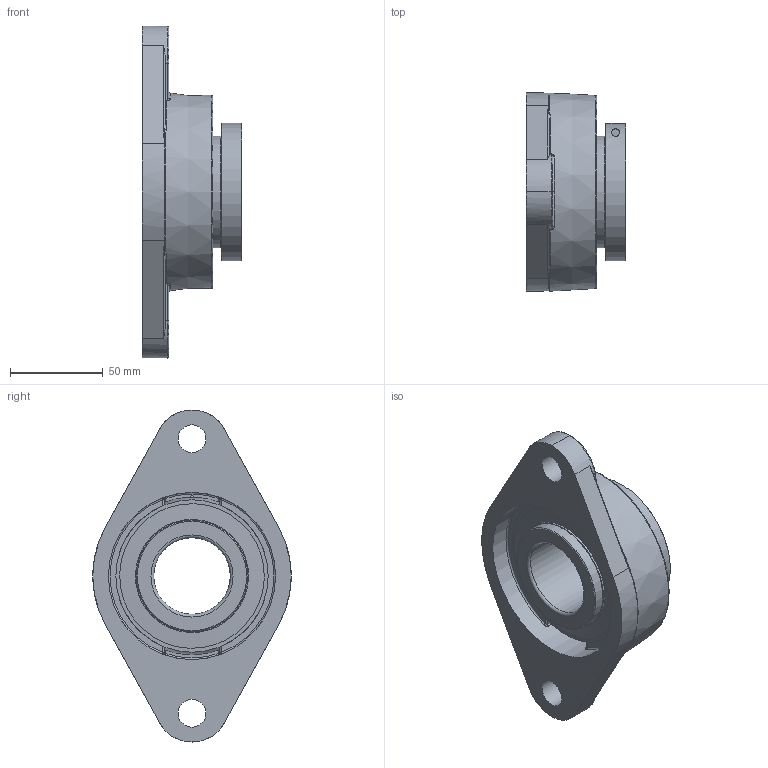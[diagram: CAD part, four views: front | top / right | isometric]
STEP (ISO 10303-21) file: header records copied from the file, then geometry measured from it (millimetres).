
FILE_DESCRIPTION(('HOOPS Exchange Step'),'2;1');
FILE_NAME('export-09E40136-A49B-4C14-9A32-1BC2013AC36A.stp','2020-05-28T12:02:30-07:00',('dkerr'),('Alibre'),'HOOPS Exchange 2020.0','Alibre','Unknown authorisation');
FILE_SCHEMA( ('AP242_MANAGED_MODEL_BASED_3D_ENGINEERING_MIM_LF {1 0 10303 442 1 1 4 }') );
Length unit declared in the file: inch
Products named in the file (8): MRN SFTM L4L 209; MRN SUE 209-26 L4L (1.625) (Race); MRN SUE 209 L4L (Ball); MRN SUE 209 L4L (Lock Ring); MRN SUE 209 L4L (Shield); MRN SUE 209 L4L (Bolt); MRN SUE 209-26 L4L (1.625); MRN SUESFTM 209-26 L4L (1.625inch)
Assembly tree (8 placements, depth 3):
  MRN SUESFTM 209-26 L4L (1.625inch)
    MRN SFTM L4L 209
    MRN SUE 209-26 L4L (1.625)
      MRN SUE 209-26 L4L (1.625) (Race)
      MRN SUE 209 L4L (Ball)
      MRN SUE 209 L4L (Lock Ring)
      MRN SUE 209 L4L (Shield)  x2
      MRN SUE 209 L4L (Bolt)
Bounding box: 53.7 x 107 x 179 mm (x, y, z)
Volume: 268513.4 mm3; surface area: 94223.6 mm2
Topology: 16 solids, 16 shells, 244 faces, 677 edges, 442 vertices
Faces by surface type: plane 73, cylinder 63, bspline 34, cone 31, torus 27, sphere 16
Full cylindrical faces by diameter (mm): 4.134 x1, 4.137 x1, 5.8 x1, 8.5 x1, 15 x2, 41.275 x1, 60 x4, 61.016 x2, 76 x2, 78 x2, 88.104 x1, 90.104 x1, 95.22 x1
Entity records: 15165 total; most frequent: CARTESIAN_POINT 9128, ORIENTED_EDGE 1258, DIRECTION 1201, EDGE_CURVE 629, AXIS2_PLACEMENT_3D 507, VERTEX_POINT 428, CIRCLE 280, EDGE_LOOP 259
